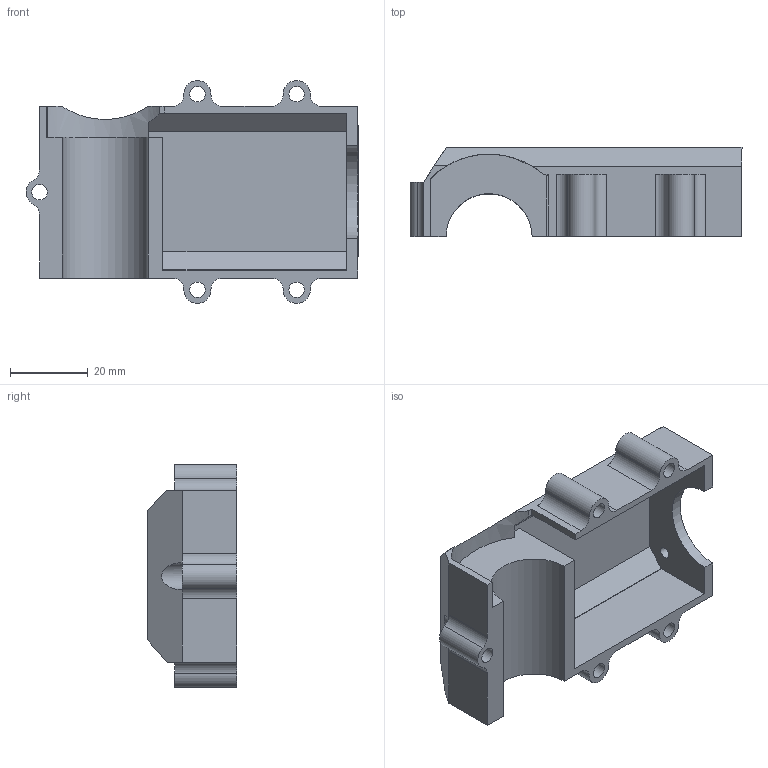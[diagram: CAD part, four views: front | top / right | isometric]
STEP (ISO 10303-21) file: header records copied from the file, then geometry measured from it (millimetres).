
FILE_DESCRIPTION(/* description */ (''),/* implementation_level */ '2;1');
FILE_NAME(/* name */ 'Y-Axis Motor Mount Superior Component.step',/* time_stamp */ '2022-05-20T08:04:27-07:00',/* author */ (''),/* organization */ (''),/* preprocessor_version */ 'ST-DEVELOPER v18.1',/* originating_system */ 'Autodesk Translation Framework v10.14.0.1471',/* authorisation */ '');
FILE_SCHEMA (('AUTOMOTIVE_DESIGN { 1 0 10303 214 3 1 1 }'));
Length unit declared in the file: millimetre
Products named in the file (1): Y-Axis Motor Mount Superior Component
Bounding box: 85.64 x 22.98 x 57.44 mm (x, y, z)
Volume: 32596.1 mm3; surface area: 17066.3 mm2
Topology: 1 solids, 1 shells, 64 faces, 184 edges, 122 vertices
Faces by surface type: plane 37, cylinder 27
Full cylindrical faces by diameter (mm): 3 x2, 4 x5
Entity records: 2170 total; most frequent: DIRECTION 371, CARTESIAN_POINT 371, ORIENTED_EDGE 368, EDGE_CURVE 184, LINE 127, VECTOR 127, VERTEX_POINT 122, AXIS2_PLACEMENT_3D 122
